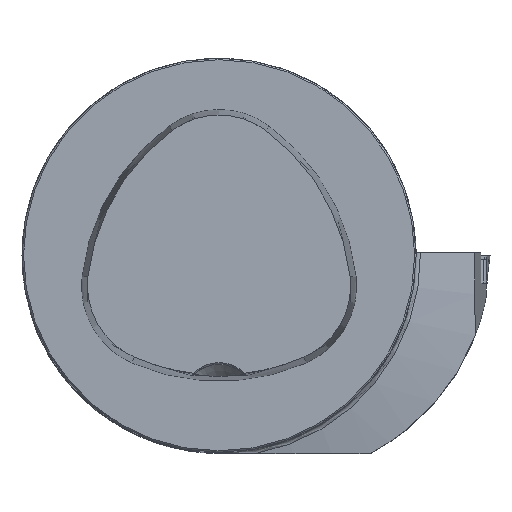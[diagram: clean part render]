
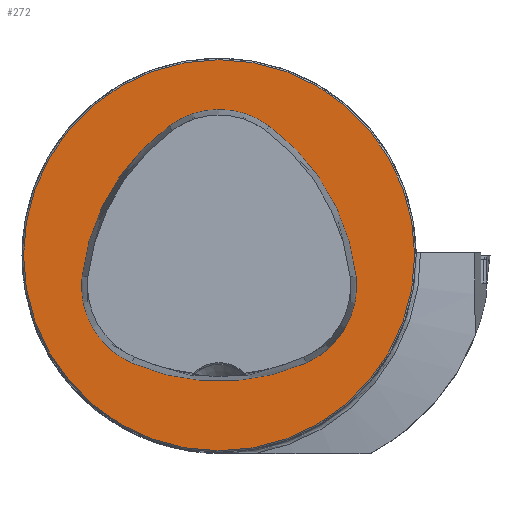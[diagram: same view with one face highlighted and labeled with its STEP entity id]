
A CAD part, top view. The second image highlights one B-rep face of the part: STEP entity #272.
In plain terms, the highlighted planar face has unit normal (0, 0, 1).
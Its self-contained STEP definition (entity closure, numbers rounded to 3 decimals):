
#121=FACE_BOUND('',#600,.T.);
#122=FACE_BOUND('',#601,.T.);
#212=CIRCLE('',#2571,44.075);
#214=CIRCLE('',#2574,44.075);
#215=CIRCLE('',#2575,17.075);
#216=CIRCLE('',#2576,17.075);
#217=CIRCLE('',#2577,44.075);
#218=CIRCLE('',#2578,17.075);
#219=CIRCLE('',#2579,39.7);
#272=ADVANCED_FACE('CU_FL_N1_SU_1',(#121,#122),#403,.T.);
#403=PLANE('',#2580);
#600=EDGE_LOOP('',(#992,#993,#994,#995,#996,#997));
#601=EDGE_LOOP('',(#998));
#992=ORIENTED_EDGE('',*,*,#1905,.F.);
#993=ORIENTED_EDGE('',*,*,#1906,.F.);
#994=ORIENTED_EDGE('',*,*,#1898,.F.);
#995=ORIENTED_EDGE('',*,*,#1907,.F.);
#996=ORIENTED_EDGE('',*,*,#1908,.F.);
#997=ORIENTED_EDGE('',*,*,#1909,.F.);
#998=ORIENTED_EDGE('',*,*,#1910,.T.);
#1659=VERTEX_POINT('',#3982);
#1660=VERTEX_POINT('',#3984);
#1666=VERTEX_POINT('',#4016);
#1667=VERTEX_POINT('',#4017);
#1668=VERTEX_POINT('',#4020);
#1669=VERTEX_POINT('',#4022);
#1670=VERTEX_POINT('',#4025);
#1898=EDGE_CURVE('',#1659,#1660,#212,.T.);
#1905=EDGE_CURVE('',#1666,#1667,#214,.T.);
#1906=EDGE_CURVE('',#1660,#1666,#215,.T.);
#1907=EDGE_CURVE('',#1668,#1659,#216,.T.);
#1908=EDGE_CURVE('',#1669,#1668,#217,.T.);
#1909=EDGE_CURVE('',#1667,#1669,#218,.T.);
#1910=EDGE_CURVE('',#1670,#1670,#219,.T.);
#2571=AXIS2_PLACEMENT_3D('',#3983,#2895,#2896);
#2574=AXIS2_PLACEMENT_3D('',#4015,#2902,#2903);
#2575=AXIS2_PLACEMENT_3D('',#4018,#2904,#2905);
#2576=AXIS2_PLACEMENT_3D('',#4019,#2906,#2907);
#2577=AXIS2_PLACEMENT_3D('',#4021,#2908,#2909);
#2578=AXIS2_PLACEMENT_3D('',#4023,#2910,#2911);
#2579=AXIS2_PLACEMENT_3D('',#4024,#2912,#2913);
#2580=AXIS2_PLACEMENT_3D('',#4026,#2914,#2915);
#2895=DIRECTION('',(0.,0.,1.));
#2896=DIRECTION('',(-1.,0.,0.));
#2902=DIRECTION('',(0.,0.,1.));
#2903=DIRECTION('',(-1.,0.,0.));
#2904=DIRECTION('',(0.,0.,1.));
#2905=DIRECTION('',(-1.,0.,0.));
#2906=DIRECTION('',(0.,0.,1.));
#2907=DIRECTION('',(-1.,0.,0.));
#2908=DIRECTION('',(0.,0.,1.));
#2909=DIRECTION('',(-1.,0.,0.));
#2910=DIRECTION('',(0.,0.,1.));
#2911=DIRECTION('',(-1.,0.,0.));
#2912=DIRECTION('',(0.,0.,1.));
#2913=DIRECTION('',(-1.,0.,0.));
#2914=DIRECTION('',(0.,0.,1.));
#2915=DIRECTION('',(-1.,0.,0.));
#3982=CARTESIAN_POINT('',(-17.691,-21.869,0.));
#3983=CARTESIAN_POINT('',(0.,18.5,0.));
#3984=CARTESIAN_POINT('',(17.691,-21.869,0.));
#4015=CARTESIAN_POINT('',(-15.993,-9.254,0.));
#4016=CARTESIAN_POINT('',(27.805,-4.317,0.));
#4017=CARTESIAN_POINT('',(10.114,26.257,0.));
#4018=CARTESIAN_POINT('',(10.837,-6.23,0.));
#4019=CARTESIAN_POINT('',(-10.837,-6.23,0.));
#4020=CARTESIAN_POINT('',(-27.805,-4.317,0.));
#4021=CARTESIAN_POINT('',(15.993,-9.254,0.));
#4022=CARTESIAN_POINT('',(-10.114,26.257,0.));
#4023=CARTESIAN_POINT('',(0.,12.5,0.));
#4024=CARTESIAN_POINT('',(0.,0.,0.));
#4025=CARTESIAN_POINT('',(-39.7,0.,0.));
#4026=CARTESIAN_POINT('',(0.,0.,0.));
